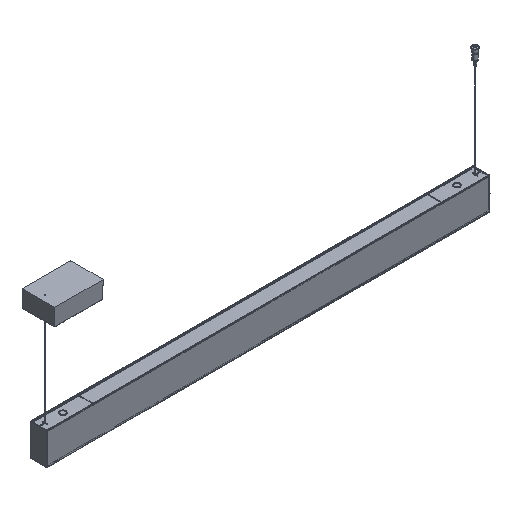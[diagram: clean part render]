
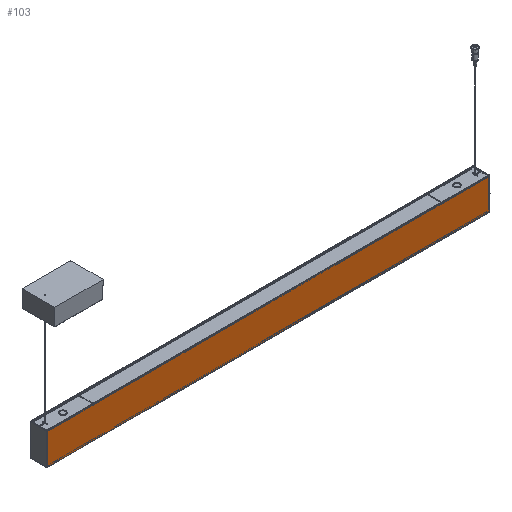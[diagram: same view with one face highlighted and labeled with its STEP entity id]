
A CAD part, isometric view. The second image highlights one B-rep face of the part: STEP entity #103.
In plain terms, the highlighted planar face has unit normal (0, -1, 0).
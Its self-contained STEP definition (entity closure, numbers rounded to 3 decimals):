
#103=ADVANCED_FACE('',(#383),#4379,.T.);
#383=FACE_OUTER_BOUND('',#664,.T.);
#664=EDGE_LOOP('',(#1086,#1087,#1088,#1089));
#1086=ORIENTED_EDGE('',*,*,#2411,.T.);
#1087=ORIENTED_EDGE('',*,*,#2413,.F.);
#1088=ORIENTED_EDGE('',*,*,#2415,.T.);
#1089=ORIENTED_EDGE('',*,*,#2414,.T.);
#2411=EDGE_CURVE('',#3802,#3801,#3368,.T.);
#2413=EDGE_CURVE('',#3803,#3801,#3369,.T.);
#2414=EDGE_CURVE('',#3804,#3802,#3370,.T.);
#2415=EDGE_CURVE('',#3803,#3804,#3371,.T.);
#3368=B_SPLINE_CURVE_WITH_KNOTS('',1,(#5758,#5759),.UNSPECIFIED.,.F.,.F.,
(2,2),(-1184.,0.),.UNSPECIFIED.);
#3369=B_SPLINE_CURVE_WITH_KNOTS('',1,(#5763,#5764),.UNSPECIFIED.,.F.,.F.,
(2,2),(0.,84.6),.UNSPECIFIED.);
#3370=B_SPLINE_CURVE_WITH_KNOTS('',1,(#5765,#5766),.UNSPECIFIED.,.F.,.F.,
(2,2),(0.,84.6),.UNSPECIFIED.);
#3371=B_SPLINE_CURVE_WITH_KNOTS('',1,(#5767,#5768),.UNSPECIFIED.,.F.,.F.,
(2,2),(0.,1184.),.UNSPECIFIED.);
#3801=VERTEX_POINT('',#5735);
#3802=VERTEX_POINT('',#5736);
#3803=VERTEX_POINT('',#5737);
#3804=VERTEX_POINT('',#5738);
#4379=PLANE('',#4595);
#4595=AXIS2_PLACEMENT_3D('',#5709,#4728,$);
#4728=DIRECTION('',(0.,-1.,0.));
#5709=CARTESIAN_POINT('',(-1008.6,-22.5,-51.96));
#5735=CARTESIAN_POINT('',(295.,-22.5,-42.3));
#5736=CARTESIAN_POINT('',(-889.,-22.5,-42.3));
#5737=CARTESIAN_POINT('',(295.,-22.5,42.3));
#5738=CARTESIAN_POINT('',(-889.,-22.5,42.3));
#5758=CARTESIAN_POINT('',(-889.,-22.5,-42.3));
#5759=CARTESIAN_POINT('',(295.,-22.5,-42.3));
#5763=CARTESIAN_POINT('',(295.,-22.5,42.3));
#5764=CARTESIAN_POINT('',(295.,-22.5,-42.3));
#5765=CARTESIAN_POINT('',(-889.,-22.5,42.3));
#5766=CARTESIAN_POINT('',(-889.,-22.5,-42.3));
#5767=CARTESIAN_POINT('',(295.,-22.5,42.3));
#5768=CARTESIAN_POINT('',(-889.,-22.5,42.3));
